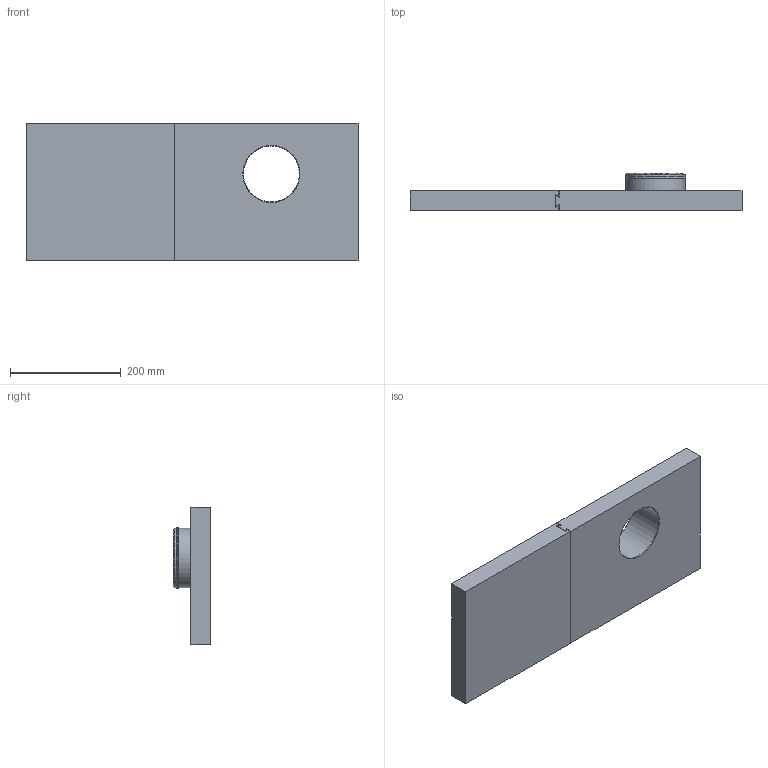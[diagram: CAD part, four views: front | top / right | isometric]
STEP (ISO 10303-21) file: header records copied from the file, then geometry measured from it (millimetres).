
FILE_DESCRIPTION(/* description */ (''),/* implementation_level */ '2;1');
FILE_NAME(/* name */ 'Window Panel.step',/* time_stamp */ '2025-12-22T22:17:59-07:00',/* author */ (''),/* organization */ (''),/* preprocessor_version */ 'ST-DEVELOPER v20.1',/* originating_system */ 'Autodesk Translation Framework v14.21.0.0',/* authorisation */ '');
FILE_SCHEMA (('AUTOMOTIVE_DESIGN { 1 0 10303 214 3 1 1 }'));
Length unit declared in the file: millimetre
Products named in the file (2): 2025-12-22-12-59-03-568; 2025-12-22-13-48-30-630
Assembly tree (1 placements, depth 2):
  2025-12-22-12-59-03-568
    2025-12-22-13-48-30-630
Bounding box: 598.36 x 68 x 247.14 mm (x, y, z)
Volume: 5064782 mm3; surface area: 401806.8 mm2
Topology: 2 solids, 2 shells, 39 faces, 99 edges, 65 vertices
Faces by surface type: plane 31, cylinder 4, cone 2, torus 2
Full cylindrical faces by diameter (mm): 101 x1, 107 x2, 109 x1
Entity records: 1236 total; most frequent: CARTESIAN_POINT 206, DIRECTION 200, ORIENTED_EDGE 198, EDGE_CURVE 99, LINE 82, VECTOR 82, VERTEX_POINT 65, AXIS2_PLACEMENT_3D 59
